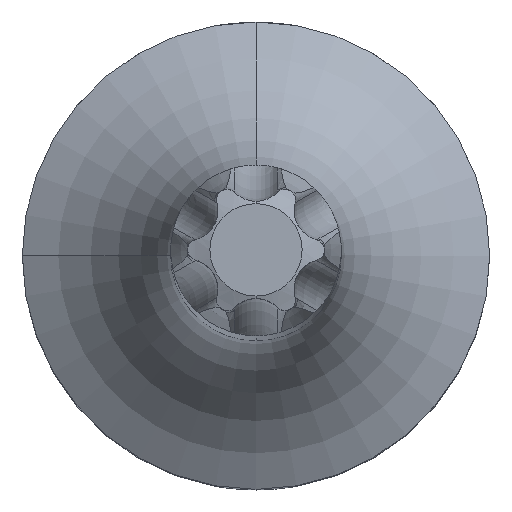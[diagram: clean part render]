
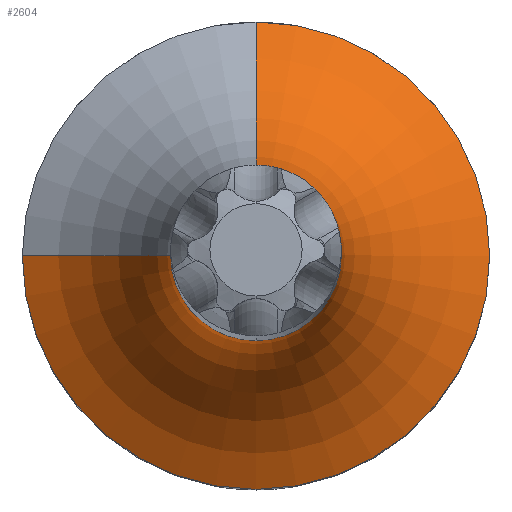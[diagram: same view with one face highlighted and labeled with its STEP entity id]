
A CAD part, top view. The second image highlights one B-rep face of the part: STEP entity #2604.
In plain terms, the highlighted toroidal (fillet/blend) face has major radius 13.45 mm and minor radius 10 mm.
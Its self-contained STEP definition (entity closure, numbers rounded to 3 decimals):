
#66=CARTESIAN_POINT('',(0.,0.,15.5));
#67=DIRECTION('',(0.,0.,1.));
#68=DIRECTION('',(1.,0.,0.));
#69=AXIS2_PLACEMENT_3D('',#66,#67,#68);
#546=CARTESIAN_POINT('',(0.,0.,24.665));
#547=DIRECTION('',(0.,0.,1.));
#548=DIRECTION('',(0.,-1.,0.));
#549=AXIS2_PLACEMENT_3D('',#546,#547,#548);
#551=CARTESIAN_POINT('',(0.,0.,15.5));
#552=DIRECTION('',(0.,0.,-1.));
#553=DIRECTION('',(1.,0.,0.));
#554=AXIS2_PLACEMENT_3D('',#551,#552,#553);
#556=CARTESIAN_POINT('',(-13.45,0.,24.665));
#557=DIRECTION('',(0.,-1.,0.));
#558=DIRECTION('',(0.4,0.,-0.917));
#559=AXIS2_PLACEMENT_3D('',#556,#557,#558);
#1440=CARTESIAN_POINT('',(0.,0.,24.665));
#1441=DIRECTION('',(0.,0.,1.));
#1442=DIRECTION('',(-1.,0.,0.));
#1443=AXIS2_PLACEMENT_3D('',#1440,#1441,#1442);
#1551=CARTESIAN_POINT('',(0.,13.45,24.665));
#1552=DIRECTION('',(-1.,0.,0.));
#1553=DIRECTION('',(0.,-0.4,-0.917));
#1554=AXIS2_PLACEMENT_3D('',#1551,#1552,#1553);
#1924=CARTESIAN_POINT('',(9.45,0.,15.5));
#1925=CARTESIAN_POINT('',(0.,9.45,15.5));
#1926=VERTEX_POINT('',#1924);
#1927=VERTEX_POINT('',#1925);
#1928=CARTESIAN_POINT('',(-9.45,0.,15.5));
#1929=VERTEX_POINT('',#1928);
#1930=CARTESIAN_POINT('',(0.,3.45,24.665));
#1931=CARTESIAN_POINT('',(-3.45,0.,24.665));
#1932=VERTEX_POINT('',#1930);
#1933=VERTEX_POINT('',#1931);
#1934=CARTESIAN_POINT('',(0.,-3.45,24.665));
#1935=VERTEX_POINT('',#1934);
#2587=CARTESIAN_POINT('',(0.,0.,24.665));
#2588=DIRECTION('',(0.,0.,1.));
#2589=DIRECTION('',(-0.068,-0.998,0.));
#2590=AXIS2_PLACEMENT_3D('',#2587,#2588,#2589);
#2591=TOROIDAL_SURFACE('',#2590,13.45,10.);
#2593=ORIENTED_EDGE('',*,*,#2592,.T.);
#2595=ORIENTED_EDGE('',*,*,#2594,.F.);
#2596=ORIENTED_EDGE('',*,*,#2073,.F.);
#2597=ORIENTED_EDGE('',*,*,#2188,.T.);
#2599=ORIENTED_EDGE('',*,*,#2598,.T.);
#2601=ORIENTED_EDGE('',*,*,#2600,.T.);
#2602=EDGE_LOOP('',(#2593,#2595,#2596,#2597,#2599,#2601));
#2603=FACE_OUTER_BOUND('',#2602,.F.);
#2604=ADVANCED_FACE('',(#2603),#2591,.F.);
#70=CIRCLE('',#69,9.45);
#550=CIRCLE('',#549,3.45);
#555=CIRCLE('',#554,9.45);
#560=CIRCLE('',#559,10.);
#1444=CIRCLE('',#1443,3.45);
#1555=CIRCLE('',#1554,10.);
#2073=EDGE_CURVE('',#1926,#1927,#70,.T.);
#2188=EDGE_CURVE('',#1926,#1929,#555,.T.);
#2592=EDGE_CURVE('',#1935,#1932,#550,.T.);
#2594=EDGE_CURVE('',#1927,#1932,#1555,.T.);
#2598=EDGE_CURVE('',#1929,#1933,#560,.T.);
#2600=EDGE_CURVE('',#1933,#1935,#1444,.T.);
